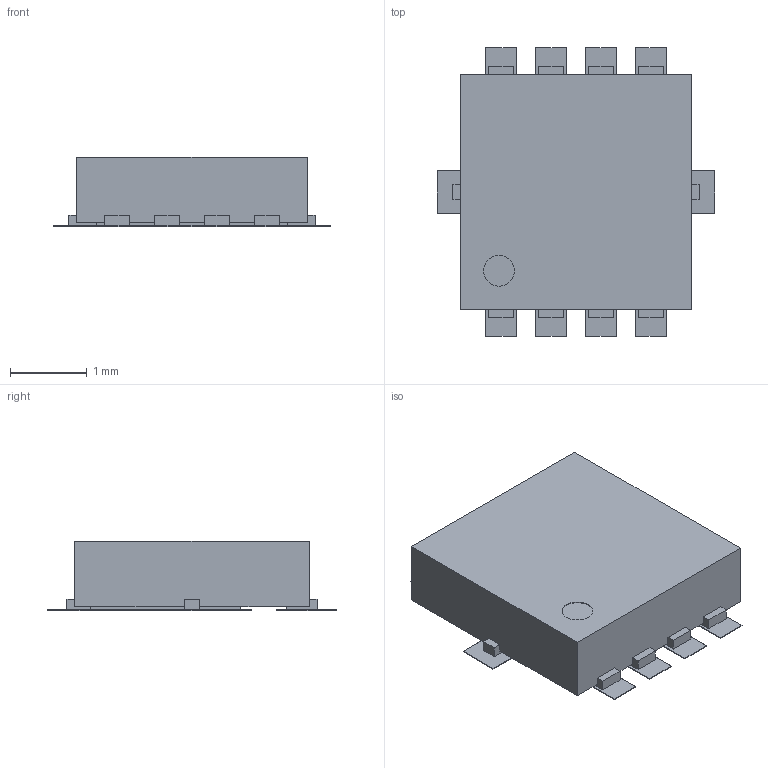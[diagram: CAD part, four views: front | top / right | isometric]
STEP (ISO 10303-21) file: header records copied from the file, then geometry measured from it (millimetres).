
FILE_DESCRIPTION(/* description */ (''),/* implementation_level */ '2;1');
FILE_NAME(/* name */ '300-1070-000_3.stp',/* time_stamp */ '2023-11-01T20:46:01+03:00',/* author */ (''),/* organization */ (''),/* preprocessor_version */ 'ST-DEVELOPER v16.7',/* originating_system */ 'SIEMENS PLM Software NX 12.0',/* authorisation */ '');
FILE_SCHEMA (('AUTOMOTIVE_DESIGN { 1 0 10303 214 3 1 1 1 }'));
Length unit declared in the file: millimetre
Products named in the file (1): 300-1070-000_3
Bounding box: 3.6 x 3.75 x 0.9 mm (x, y, z)
Volume: 8.1 mm3; surface area: 35.4 mm2
Topology: 1 solids, 1 shells, 122 faces, 342 edges, 228 vertices
Faces by surface type: plane 120, cylinder 2
Entity records: 4352 total; most frequent: CARTESIAN_POINT 693, ORIENTED_EDGE 684, DIRECTION 592, EDGE_CURVE 342, LINE 338, VECTOR 338, VERTEX_POINT 228, EDGE_LOOP 128
